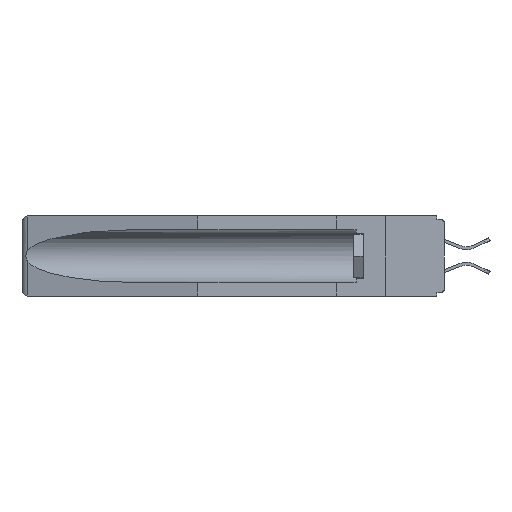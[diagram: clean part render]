
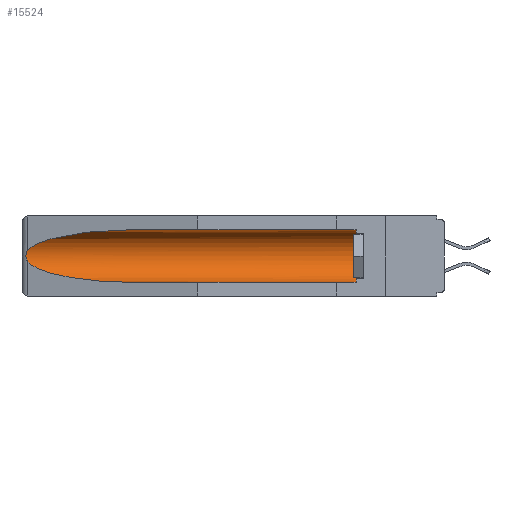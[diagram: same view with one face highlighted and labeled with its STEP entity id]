
A CAD part, left-side view. The second image highlights one B-rep face of the part: STEP entity #15524.
In plain terms, the highlighted cylindrical face has radius 2.857 mm (diameter 5.715 mm), a partial arc.
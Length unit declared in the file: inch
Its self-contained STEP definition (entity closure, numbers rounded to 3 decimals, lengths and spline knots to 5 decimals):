
#996 = CARTESIAN_POINT ( 'NONE',  ( 0.155, 0.126, -0.284 ) ) ;
#1027 = CARTESIAN_POINT ( 'NONE',  ( 0.26537, 1.52718, -0.14972 ) ) ;
#1312 = CARTESIAN_POINT ( 'NONE',  ( 0.155, -0.30754, -0.059 ) ) ;
#1377 = EDGE_CURVE ( 'NONE', #18542, #20499, #23028, .T. ) ;
#1559 = CARTESIAN_POINT ( 'NONE',  ( 0.155, 0.126, -0.059 ) ) ;
#1582 = ORIENTED_EDGE ( 'NONE', *, *, #4647, .T. ) ;
#1629 = CARTESIAN_POINT ( 'NONE',  ( 0.26654, 1.53092, -0.15636 ) ) ;
#1894 = ORIENTED_EDGE ( 'NONE', *, *, #11324, .T. ) ;
#4227 = DIRECTION ( 'NONE',  ( 0., 0., 1. ) ) ;
#4642 = CARTESIAN_POINT ( 'NONE',  ( 0.155, -0.30754, -0.1715 ) ) ;
#4647 = EDGE_CURVE ( 'NONE', #4731, #18542, #17139, .T. ) ;
#4731 = VERTEX_POINT ( 'NONE', #22101 ) ;
#6332 = CARTESIAN_POINT ( 'NONE',  ( 0.155, 1.07973, -0.059 ) ) ;
#6575 = EDGE_CURVE ( 'NONE', #9548, #20499, #21431, .T. ) ;
#6822 = CARTESIAN_POINT ( 'NONE',  ( 0.155, 1.07973, -0.284 ) ) ;
#7200 = VERTEX_POINT ( 'NONE', #1559 ) ;
#7307 = CIRCLE ( 'NONE', #16324, 0.1125 ) ;
#7719 = CARTESIAN_POINT ( 'NONE',  ( 0.155, 0.126, -0.1715 ) ) ;
#7891 = ORIENTED_EDGE ( 'NONE', *, *, #6575, .F. ) ;
#7949 = CARTESIAN_POINT ( 'NONE',  ( 0.26597, 1.5296, -0.19026 ) ) ;
#9084 = ORIENTED_EDGE ( 'NONE', *, *, #1377, .T. ) ;
#9517 = DIRECTION ( 'NONE',  ( 0., -1., 0. ) ) ;
#9548 = VERTEX_POINT ( 'NONE', #996 ) ;
#10844 = CARTESIAN_POINT ( 'NONE',  ( 0.26537, 1.52718, -0.14972 ) ) ;
#11324 = EDGE_CURVE ( 'NONE', #16161, #4731, #22861, .T. ) ;
#12307 = CARTESIAN_POINT ( 'NONE',  ( 0.155, 1.07973, -0.284 ) ) ;
#12407 = CARTESIAN_POINT ( 'NONE',  ( 0.26597, 1.52961, -0.15275 ) ) ;
#12485 = CARTESIAN_POINT ( 'NONE',  ( 0.26655, 1.53094, -0.18657 ) ) ;
#12655 = CARTESIAN_POINT ( 'NONE',  ( 0.2675, 1.53308, -0.17534 ) ) ;
#13770 = CARTESIAN_POINT ( 'NONE',  ( 0.155, -0.30754, -0.284 ) ) ;
#14181 = CARTESIAN_POINT ( 'NONE',  ( 0.2675, 1.53308, -0.16763 ) ) ;
#15050 = EDGE_CURVE ( 'NONE', #7200, #16161, #22726, .T. ) ;
#15117 = AXIS2_PLACEMENT_3D ( 'NONE', #4642, #18932, #17129 ) ;
#15118 = CARTESIAN_POINT ( 'NONE',  ( 0.26537, 1.52718, -0.19328 ) ) ;
#15283 = VECTOR ( 'NONE', #21004, 39.37008 ) ;
#15524 = ADVANCED_FACE ( 'NONE', ( #20203 ), #18521, .F. ) ;
#15969 = CARTESIAN_POINT ( 'NONE',  ( 0.2673, 1.5327, -0.16383 ) ) ;
#16161 = VERTEX_POINT ( 'NONE', #20074 ) ;
#16199 = CARTESIAN_POINT ( 'NONE',  ( 0.2673, 1.53269, -0.17917 ) ) ;
#16258 = ORIENTED_EDGE ( 'NONE', *, *, #15050, .T. ) ;
#16324 = AXIS2_PLACEMENT_3D ( 'NONE', #7719, #9517, #4227 ) ;
#17129 = DIRECTION ( 'NONE',  ( 0., 0., 1. ) ) ;
#17139 = B_SPLINE_CURVE_WITH_KNOTS ( 'NONE', 3,
 ( #10844, #12407, #1629, #15969, #14181, #12655, #16199, #12485, #7949, #19852 ),
 .UNSPECIFIED., .F., .F.,
 ( 4, 2, 2, 2, 4 ),
 ( 0., 0.00029, 0.00058, 0.00087, 0.00117 ),
 .UNSPECIFIED. ) ;
#17399 = CARTESIAN_POINT ( 'NONE',  ( 0.26537, 1.52718, -0.19328 ) ) ;
#17486 = CARTESIAN_POINT ( 'NONE',  ( 0.21114, 1.30732, -0.284 ) ) ;
#18521 = CYLINDRICAL_SURFACE ( 'NONE', #15117, 0.1125 ) ;
#18542 = VERTEX_POINT ( 'NONE', #15118 ) ;
#18806 = EDGE_LOOP ( 'NONE', ( #1894, #1582, #9084, #7891, #21629, #16258 ) ) ;
#18932 = DIRECTION ( 'NONE',  ( 0., 1., 0. ) ) ;
#18939 = CARTESIAN_POINT ( 'NONE',  ( 0.21114, 1.30732, -0.059 ) ) ;
#19286 = CARTESIAN_POINT ( 'NONE',  ( 0.25451, 1.48313, -0.24835 ) ) ;
#19852 = CARTESIAN_POINT ( 'NONE',  ( 0.26537, 1.52718, -0.19328 ) ) ;
#20074 = CARTESIAN_POINT ( 'NONE',  ( 0.155, 1.07973, -0.059 ) ) ;
#20203 = FACE_OUTER_BOUND ( 'NONE', #18806, .T. ) ;
#20297 = EDGE_CURVE ( 'NONE', #9548, #7200, #7307, .T. ) ;
#20499 = VERTEX_POINT ( 'NONE', #12307 ) ;
#20591 = CARTESIAN_POINT ( 'NONE',  ( 0.25451, 1.48313, -0.09465 ) ) ;
#20800 = DIRECTION ( 'NONE',  ( 0., 1., 0. ) ) ;
#21004 = DIRECTION ( 'NONE',  ( 0., 1., 0. ) ) ;
#21431 = LINE ( 'NONE', #13770, #15283 ) ;
#21629 = ORIENTED_EDGE ( 'NONE', *, *, #20297, .T. ) ;
#21901 = VECTOR ( 'NONE', #20800, 39.37008 ) ;
#22101 = CARTESIAN_POINT ( 'NONE',  ( 0.26537, 1.52718, -0.14972 ) ) ;
#22726 = LINE ( 'NONE', #1312, #21901 ) ;
#22861 =( BOUNDED_CURVE ( )  B_SPLINE_CURVE ( 3, ( #6332, #18939, #20591, #1027 ),
 .UNSPECIFIED., .F., .F. ) 
 B_SPLINE_CURVE_WITH_KNOTS ( ( 4, 4 ),
 ( 4.71239, 6.08839 ),
 .UNSPECIFIED. ) 
 CURVE ( )  GEOMETRIC_REPRESENTATION_ITEM ( )  RATIONAL_B_SPLINE_CURVE ( ( 1., 0.848, 0.848, 1. ) ) 
 REPRESENTATION_ITEM ( '' )  );
#23028 =( BOUNDED_CURVE ( )  B_SPLINE_CURVE ( 3, ( #17399, #19286, #17486, #6822 ),
 .UNSPECIFIED., .F., .F. ) 
 B_SPLINE_CURVE_WITH_KNOTS ( ( 4, 4 ),
 ( 0.1948, 1.5708 ),
 .UNSPECIFIED. ) 
 CURVE ( )  GEOMETRIC_REPRESENTATION_ITEM ( )  RATIONAL_B_SPLINE_CURVE ( ( 1., 0.848, 0.848, 1. ) ) 
 REPRESENTATION_ITEM ( '' )  );
